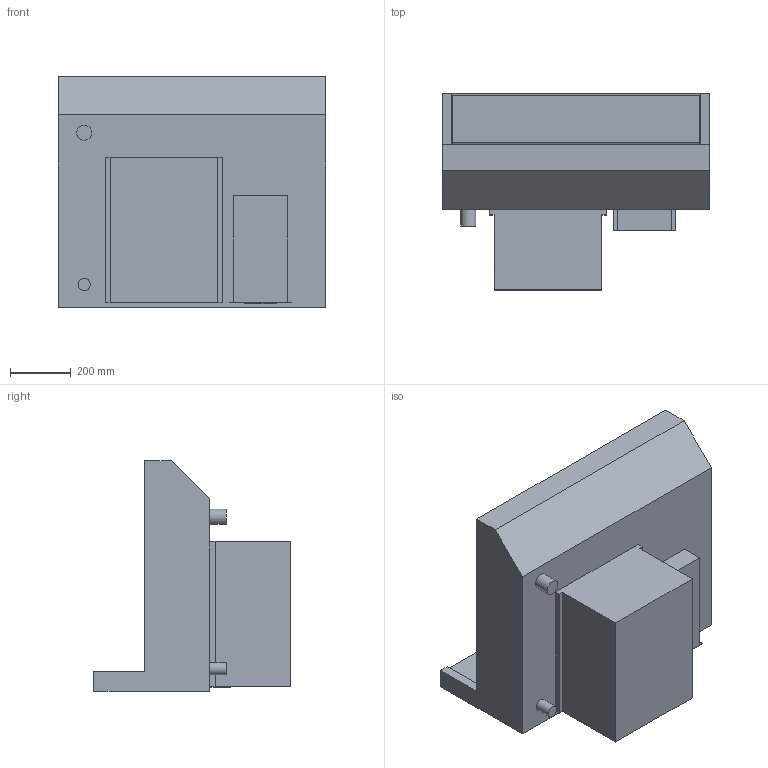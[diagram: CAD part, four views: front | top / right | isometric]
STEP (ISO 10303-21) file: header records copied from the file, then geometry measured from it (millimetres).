
FILE_DESCRIPTION(/* description */ ('vereinfachtes Modell'),/* implementation_level */ '2;1');
FILE_NAME(/* name */ '3D-AKE-00003058.stp',/* time_stamp */ '2025-01-13T11:59:31+01:00',/* author */ ('marina.schachner'),/* organization */ (''),/* preprocessor_version */ 'ST-DEVELOPER v20',/* originating_system */ 'Autodesk Inventor 2024',/* authorisation */ '');
FILE_SCHEMA (('AUTOMOTIVE_DESIGN { 1 0 10303 214 3 1 1 }'));
Length unit declared in the file: millimetre
Products named in the file (1): 3D-AKE-00003058
Bounding box: 880 x 646 x 760 mm (x, y, z)
Volume: 107381181.3 mm3; surface area: 5101039.3 mm2
Topology: 3 solids, 3 shells, 74 faces, 180 edges, 120 vertices
Faces by surface type: plane 72, cylinder 2
Full cylindrical faces by diameter (mm): 40 x1, 50 x1
Entity records: 2169 total; most frequent: CARTESIAN_POINT 375, ORIENTED_EDGE 360, DIRECTION 334, EDGE_CURVE 180, LINE 176, VECTOR 176, VERTEX_POINT 120, EDGE_LOOP 82
